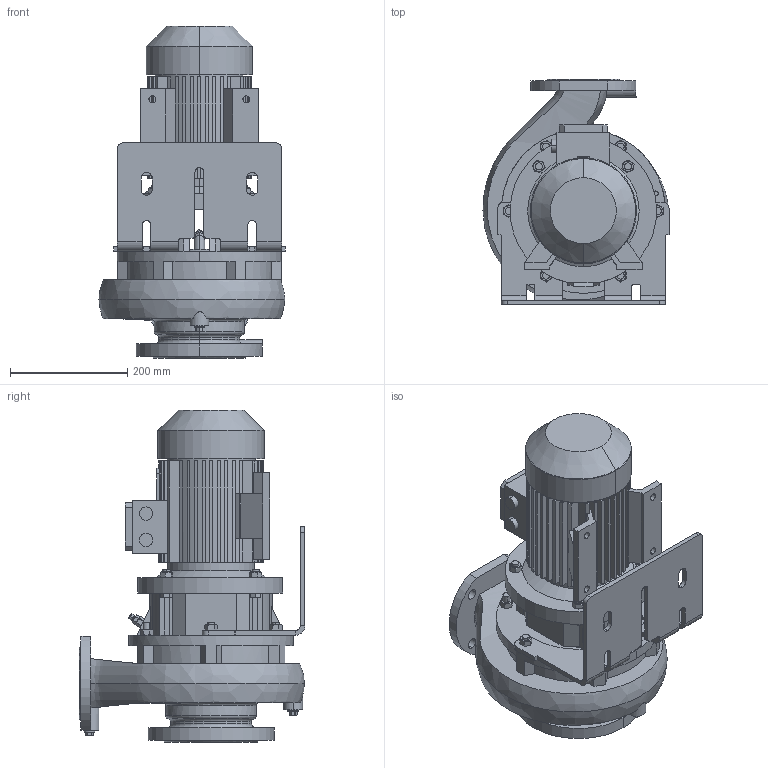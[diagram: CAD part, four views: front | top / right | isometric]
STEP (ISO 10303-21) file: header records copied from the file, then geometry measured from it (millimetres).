
FILE_DESCRIPTION (( 'STEP AP214' ), '1' );
FILE_NAME ('ﾌﾓ-311-200-ﾌ2-311-216-03-44.step', '2025-04-07T07:33:32', ( 'adb' ), ( '' ), 'SwSTEP 2.0', 'SolidWorks 2016', '' );
FILE_SCHEMA (( 'AUTOMOTIVE_DESIGN' ));
Length unit declared in the file: millimetre
Products named in the file (1): ﾌﾓ-311-200-ﾌ2-311-216-03-44
Bounding box: 317.19 x 385 x 566 mm (x, y, z)
Volume: 14847315.9 mm3; surface area: 1510006.7 mm2
Topology: 8 solids, 19 shells, 1054 faces, 2772 edges, 1803 vertices
Faces by surface type: plane 573, cylinder 369, cone 85, bspline 20, torus 7
Entity records: 50938 total; most frequent: CARTESIAN_POINT 13017, ORIENTED_EDGE 5540, DIRECTION 5395, EDGE_CURVE 2770, AXIS2_PLACEMENT_3D 1957, VERTEX_POINT 1803, VECTOR 1481, LINE 1481
